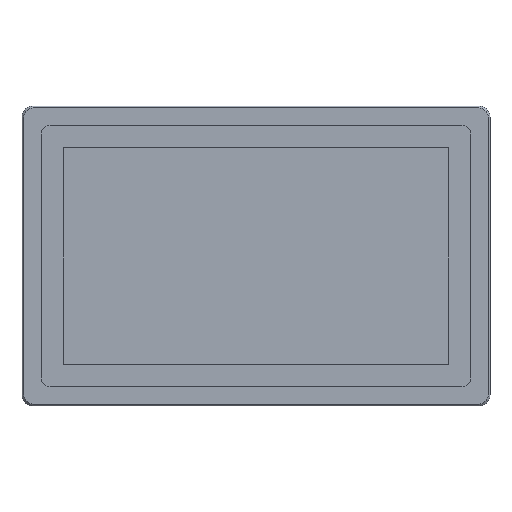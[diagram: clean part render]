
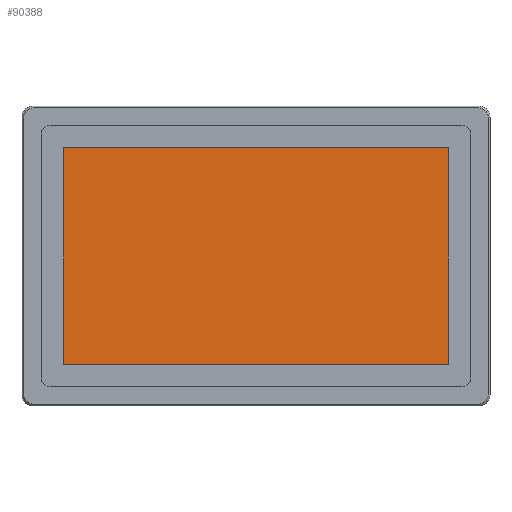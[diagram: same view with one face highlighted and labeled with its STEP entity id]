
A CAD part, top view. The second image highlights one B-rep face of the part: STEP entity #90388.
In plain terms, the highlighted planar face has unit normal (0, 0, 1).
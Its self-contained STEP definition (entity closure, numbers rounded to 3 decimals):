
#2591 = EDGE_CURVE ( 'NONE', #44434, #111724, #50532, .T. ) ;
#6991 = DIRECTION ( 'NONE',  ( 1., 0., 0. ) ) ;
#13992 = ORIENTED_EDGE ( 'NONE', *, *, #109316, .T. ) ;
#16126 = LINE ( 'NONE', #114910, #102093 ) ;
#18630 = CARTESIAN_POINT ( 'NONE',  ( -172.575, -97.29, -0.2 ) ) ;
#24849 = DIRECTION ( 'NONE',  ( 0., 1., 0. ) ) ;
#29131 = ORIENTED_EDGE ( 'NONE', *, *, #40917, .T. ) ;
#40917 = EDGE_CURVE ( 'NONE', #111724, #57730, #16126, .T. ) ;
#43946 = DIRECTION ( 'NONE',  ( 0., 0., 1. ) ) ;
#44434 = VERTEX_POINT ( 'NONE', #18630 ) ;
#50532 = LINE ( 'NONE', #63272, #67778 ) ;
#50957 = ORIENTED_EDGE ( 'NONE', *, *, #2591, .T. ) ;
#53506 = CARTESIAN_POINT ( 'NONE',  ( -172.575, 97.29, -0.2 ) ) ;
#57730 = VERTEX_POINT ( 'NONE', #88260 ) ;
#60494 = CARTESIAN_POINT ( 'NONE',  ( 172.575, -97.29, -0.2 ) ) ;
#63272 = CARTESIAN_POINT ( 'NONE',  ( -172.575, -97.29, -0.2 ) ) ;
#64405 = LINE ( 'NONE', #71928, #104525 ) ;
#65116 = VERTEX_POINT ( 'NONE', #53506 ) ;
#67778 = VECTOR ( 'NONE', #117679, 1000. ) ;
#71928 = CARTESIAN_POINT ( 'NONE',  ( -172.575, 97.29, -0.2 ) ) ;
#73929 = VECTOR ( 'NONE', #107380, 1000. ) ;
#74353 = EDGE_CURVE ( 'NONE', #65116, #44434, #64405, .T. ) ;
#77425 = ORIENTED_EDGE ( 'NONE', *, *, #74353, .T. ) ;
#88260 = CARTESIAN_POINT ( 'NONE',  ( 172.575, 97.29, -0.2 ) ) ;
#90388 = ADVANCED_FACE ( 'NONE', ( #100818 ), #107564, .T. ) ;
#91162 = DIRECTION ( 'NONE',  ( 0., -1., 0. ) ) ;
#98266 = LINE ( 'NONE', #116925, #73929 ) ;
#100818 = FACE_OUTER_BOUND ( 'NONE', #102004, .T. ) ;
#102004 = EDGE_LOOP ( 'NONE', ( #29131, #13992, #77425, #50957 ) ) ;
#102093 = VECTOR ( 'NONE', #24849, 1000. ) ;
#104525 = VECTOR ( 'NONE', #91162, 1000. ) ;
#107380 = DIRECTION ( 'NONE',  ( -1., 0., 0. ) ) ;
#107564 = PLANE ( 'NONE',  #110714 ) ;
#109316 = EDGE_CURVE ( 'NONE', #57730, #65116, #98266, .T. ) ;
#110714 = AXIS2_PLACEMENT_3D ( 'NONE', #116715, #43946, #6991 ) ;
#111724 = VERTEX_POINT ( 'NONE', #60494 ) ;
#114910 = CARTESIAN_POINT ( 'NONE',  ( 172.575, -97.29, -0.2 ) ) ;
#116715 = CARTESIAN_POINT ( 'NONE',  ( 0., 0., -0.2 ) ) ;
#116925 = CARTESIAN_POINT ( 'NONE',  ( 172.575, 97.29, -0.2 ) ) ;
#117679 = DIRECTION ( 'NONE',  ( 1., 0., 0. ) ) ;
